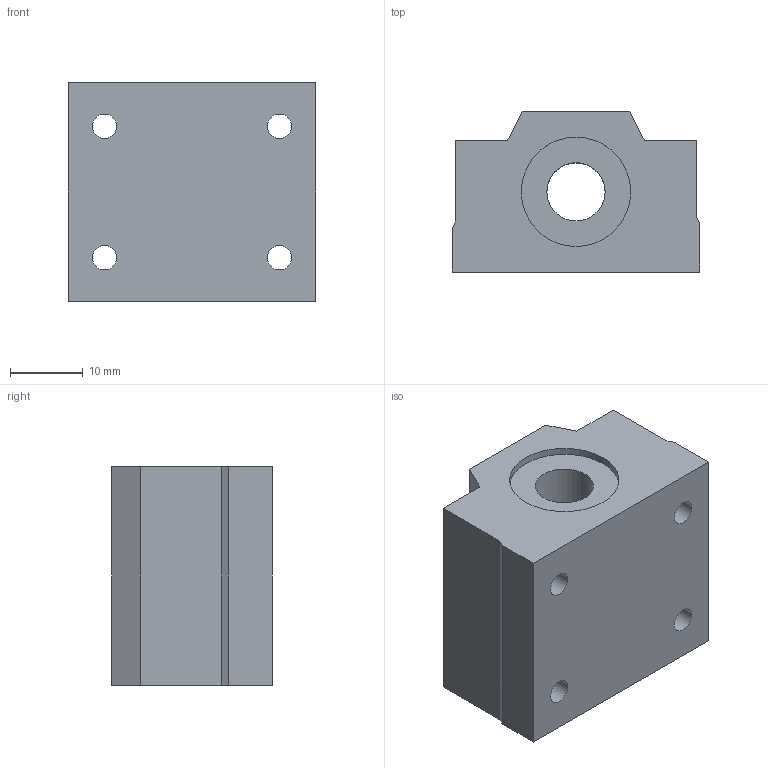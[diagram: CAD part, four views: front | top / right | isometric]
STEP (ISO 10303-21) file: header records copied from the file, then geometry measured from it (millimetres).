
FILE_DESCRIPTION(/* description */ (''),/* implementation_level */ '2;1');
FILE_NAME(/* name */ 'SC8UU SCS8UU Linear Rail Bearing v6.step',/* time_stamp */ '2022-02-20T15:29:24-05:00',/* author */ (''),/* organization */ (''),/* preprocessor_version */ 'ST-DEVELOPER v18.1',/* originating_system */ 'Autodesk Translation Framework v10.13.0.1454',/* authorisation */ '');
FILE_SCHEMA (('AUTOMOTIVE_DESIGN { 1 0 10303 214 3 1 1 }'));
Length unit declared in the file: millimetre
Products named in the file (1): SC8UU SCS8UU Linear Rail Bearing
Bounding box: 34 x 22 x 30 mm (x, y, z)
Volume: 17625.4 mm3; surface area: 6267.4 mm2
Topology: 1 solids, 1 shells, 25 faces, 60 edges, 40 vertices
Faces by surface type: plane 17, cylinder 8
Full cylindrical faces by diameter (mm): 3.332 x4, 8 x2, 15 x1, 16 x1
Entity records: 793 total; most frequent: DIRECTION 128, CARTESIAN_POINT 126, ORIENTED_EDGE 120, EDGE_CURVE 60, LINE 44, VECTOR 44, AXIS2_PLACEMENT_3D 42, VERTEX_POINT 40
